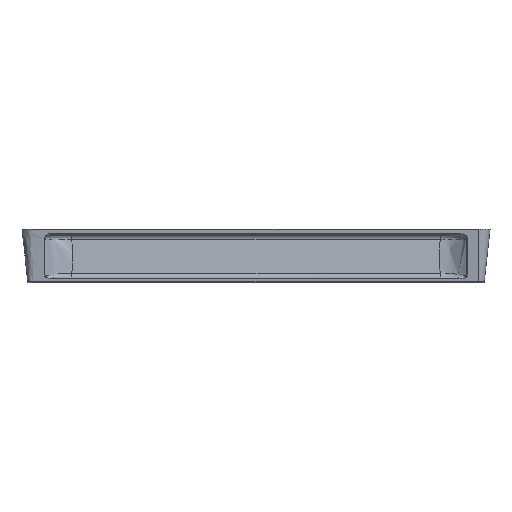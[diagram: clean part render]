
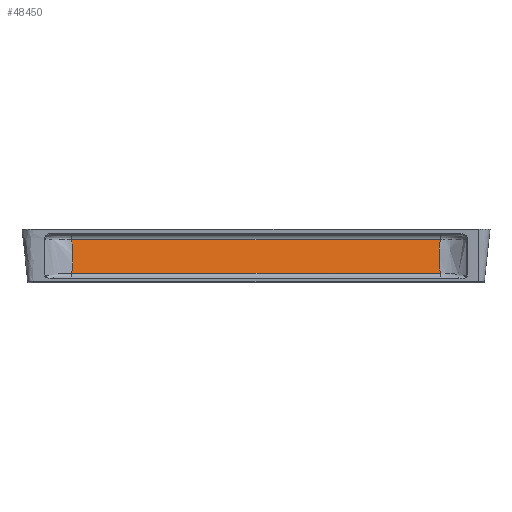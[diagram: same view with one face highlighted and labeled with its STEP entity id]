
A CAD part, top view. The second image highlights one B-rep face of the part: STEP entity #48450.
In plain terms, the highlighted planar face has unit normal (0, 0.108, 0.994).
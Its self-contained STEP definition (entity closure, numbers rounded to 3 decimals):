
#300=CARTESIAN_POINT('',(79.512,18.484,
-2.397));
#310=VERTEX_POINT('',#300);
#340=CARTESIAN_POINT('',(-102.02,18.484,
-2.397));
#350=DIRECTION('',(-1.,-0.,-0.));
#360=VECTOR('',#350,1000.);
#370=LINE('',#340,#360);
#380=CARTESIAN_POINT('',(-79.512,18.484,
-2.397));
#390=VERTEX_POINT('',#380);
#400=EDGE_CURVE('',#310,#390,#370,.T.);
#2780=CARTESIAN_POINT('',(-79.494,4.077,
-0.831));
#2790=VERTEX_POINT('',#2780);
#48040=CARTESIAN_POINT('',(-102.02,-0.042,
-0.383));
#48050=DIRECTION('',(0.,-0.108,-0.994));
#48060=DIRECTION('',(0.,0.994,-0.108));
#48070=AXIS2_PLACEMENT_3D('',#48040,#48050,#48060);
#48080=PLANE('',#48070);
#48090=ORIENTED_EDGE('',*,*,#400,.T.);
#48100=CARTESIAN_POINT('',(79.493,4.084,
-0.832));
#48110=CARTESIAN_POINT('',(79.217,6.403,
-1.084));
#48120=CARTESIAN_POINT('',(79.08,8.801,
-1.344));
#48130=CARTESIAN_POINT('',(79.083,11.899,
-1.681));
#48140=CARTESIAN_POINT('',(79.092,12.508,
-1.747));
#48150=CARTESIAN_POINT('',(79.128,13.724,
-1.879));
#48160=CARTESIAN_POINT('',(79.209,15.536,
-2.076));
#48170=CARTESIAN_POINT('',(79.369,17.314,
-2.27));
#48180=CARTESIAN_POINT('',(79.512,18.484,
-2.397));
#48190=B_SPLINE_CURVE_WITH_KNOTS('',3,(#48100,#48110,#48120,#48130,
#48140,#48150,#48160,#48170,#48180),.UNSPECIFIED.,.F.,.F.,(4,2,2,1,4),(
0.1,0.488,0.585,0.682,
0.877),.UNSPECIFIED.);
#48200=CARTESIAN_POINT('',(79.493,4.084,
-0.832));
#48210=VERTEX_POINT('',#48200);
#48220=EDGE_CURVE('',#48210,#310,#48190,.T.);
#48230=ORIENTED_EDGE('',*,*,#48220,.T.);
#48240=CARTESIAN_POINT('',(-79.494,4.077,
-0.831));
#48250=CARTESIAN_POINT('',(-26.498,4.084,
-0.832));
#48260=CARTESIAN_POINT('',(26.498,4.084,
-0.832));
#48270=CARTESIAN_POINT('',(79.493,4.084,
-0.832));
#48280=B_SPLINE_CURVE_WITH_KNOTS('',3,(#48240,#48250,#48260,#48270),
.UNSPECIFIED.,.F.,.F.,(4,4),(0.023,0.182),
.UNSPECIFIED.);
#48290=EDGE_CURVE('',#2790,#48210,#48280,.T.);
#48300=ORIENTED_EDGE('',*,*,#48290,.T.);
#48310=CARTESIAN_POINT('',(-79.512,18.484,
-2.397));
#48320=CARTESIAN_POINT('',(-79.369,17.313,
-2.269));
#48330=CARTESIAN_POINT('',(-79.209,15.534,
-2.076));
#48340=CARTESIAN_POINT('',(-79.128,13.721,
-1.879));
#48350=CARTESIAN_POINT('',(-79.092,12.505,
-1.747));
#48360=CARTESIAN_POINT('',(-79.083,11.895,
-1.681));
#48370=CARTESIAN_POINT('',(-79.08,8.797,
-1.344));
#48380=CARTESIAN_POINT('',(-79.217,6.397,
-1.083));
#48390=CARTESIAN_POINT('',(-79.494,4.077,
-0.831));
#48400=B_SPLINE_CURVE_WITH_KNOTS('',3,(#48310,#48320,#48330,#48340,
#48350,#48360,#48370,#48380,#48390),.UNSPECIFIED.,.F.,.F.,(4,1,2,2,4),(
0.124,0.318,0.415,0.512,
0.9),.UNSPECIFIED.);
#48410=EDGE_CURVE('',#390,#2790,#48400,.T.);
#48420=ORIENTED_EDGE('',*,*,#48410,.T.);
#48430=EDGE_LOOP('',(#48420,#48300,#48230,#48090));
#48440=FACE_OUTER_BOUND('',#48430,.T.);
#48450=ADVANCED_FACE('',(#48440),#48080,.F.);
